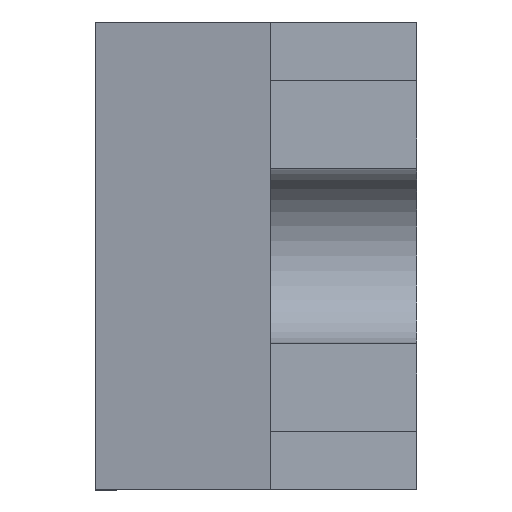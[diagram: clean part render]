
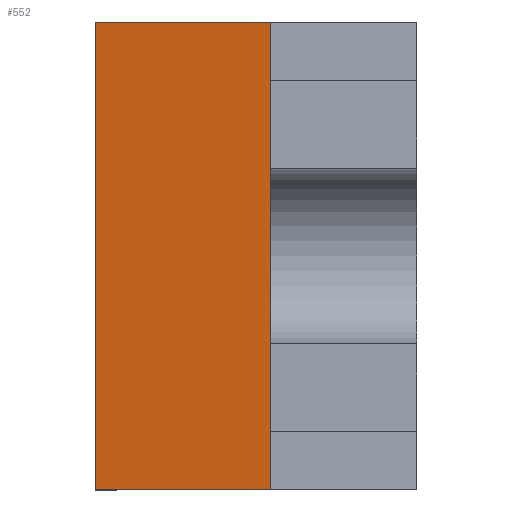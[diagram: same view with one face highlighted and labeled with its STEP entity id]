
A CAD part, left-side view. The second image highlights one B-rep face of the part: STEP entity #552.
In plain terms, the highlighted planar face has unit normal (-0.986, 0.164, 0).
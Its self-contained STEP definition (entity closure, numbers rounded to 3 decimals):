
#40 = DIRECTION ( 'NONE',  ( 0., 0., 1. ) ) ;
#157 = VECTOR ( 'NONE', #1005, 1000. ) ;
#158 = CARTESIAN_POINT ( 'NONE',  ( -0.9, 1.1, -0.8 ) ) ;
#215 = LINE ( 'NONE', #1187, #507 ) ;
#324 = VECTOR ( 'NONE', #954, 1000. ) ;
#372 = VECTOR ( 'NONE', #937, 1000. ) ;
#408 = EDGE_CURVE ( 'NONE', #1426, #1088, #946, .T. ) ;
#495 = EDGE_CURVE ( 'NONE', #1088, #1160, #1342, .T. ) ;
#507 = VECTOR ( 'NONE', #40, 1000. ) ;
#524 = VERTEX_POINT ( 'NONE', #1643 ) ;
#552 = ADVANCED_FACE ( 'NONE', ( #853 ), #846, .T. ) ;
#577 = EDGE_CURVE ( 'NONE', #1160, #524, #735, .T. ) ;
#638 = EDGE_LOOP ( 'NONE', ( #1616, #1094, #1653, #888 ) ) ;
#735 = LINE ( 'NONE', #1250, #157 ) ;
#751 = CARTESIAN_POINT ( 'NONE',  ( -1., 0.5, -2.888 ) ) ;
#827 = AXIS2_PLACEMENT_3D ( 'NONE', #751, #970, #1101 ) ;
#846 = PLANE ( 'NONE',  #827 ) ;
#853 = FACE_OUTER_BOUND ( 'NONE', #638, .T. ) ;
#888 = ORIENTED_EDGE ( 'NONE', *, *, #495, .F. ) ;
#937 = DIRECTION ( 'NONE',  ( 0., 0., 1. ) ) ;
#946 = LINE ( 'NONE', #1222, #324 ) ;
#954 = DIRECTION ( 'NONE',  ( 0.164, 0.986, 0. ) ) ;
#970 = DIRECTION ( 'NONE',  ( -0.986, 0.164, 0. ) ) ;
#1005 = DIRECTION ( 'NONE',  ( -0.164, -0.986, 0. ) ) ;
#1026 = CARTESIAN_POINT ( 'NONE',  ( -1., 0.5, -0.8 ) ) ;
#1062 = CARTESIAN_POINT ( 'NONE',  ( -0.9, 1.1, -2.888 ) ) ;
#1088 = VERTEX_POINT ( 'NONE', #158 ) ;
#1094 = ORIENTED_EDGE ( 'NONE', *, *, #1554, .T. ) ;
#1101 = DIRECTION ( 'NONE',  ( -0.164, -0.986, 0. ) ) ;
#1160 = VERTEX_POINT ( 'NONE', #1357 ) ;
#1187 = CARTESIAN_POINT ( 'NONE',  ( -1., 0.5, -2.888 ) ) ;
#1222 = CARTESIAN_POINT ( 'NONE',  ( -1., 0.5, -0.8 ) ) ;
#1250 = CARTESIAN_POINT ( 'NONE',  ( -1., 0.5, 0.8 ) ) ;
#1342 = LINE ( 'NONE', #1062, #372 ) ;
#1357 = CARTESIAN_POINT ( 'NONE',  ( -0.9, 1.1, 0.8 ) ) ;
#1426 = VERTEX_POINT ( 'NONE', #1026 ) ;
#1554 = EDGE_CURVE ( 'NONE', #1426, #524, #215, .T. ) ;
#1616 = ORIENTED_EDGE ( 'NONE', *, *, #408, .F. ) ;
#1643 = CARTESIAN_POINT ( 'NONE',  ( -1., 0.5, 0.8 ) ) ;
#1653 = ORIENTED_EDGE ( 'NONE', *, *, #577, .F. ) ;
